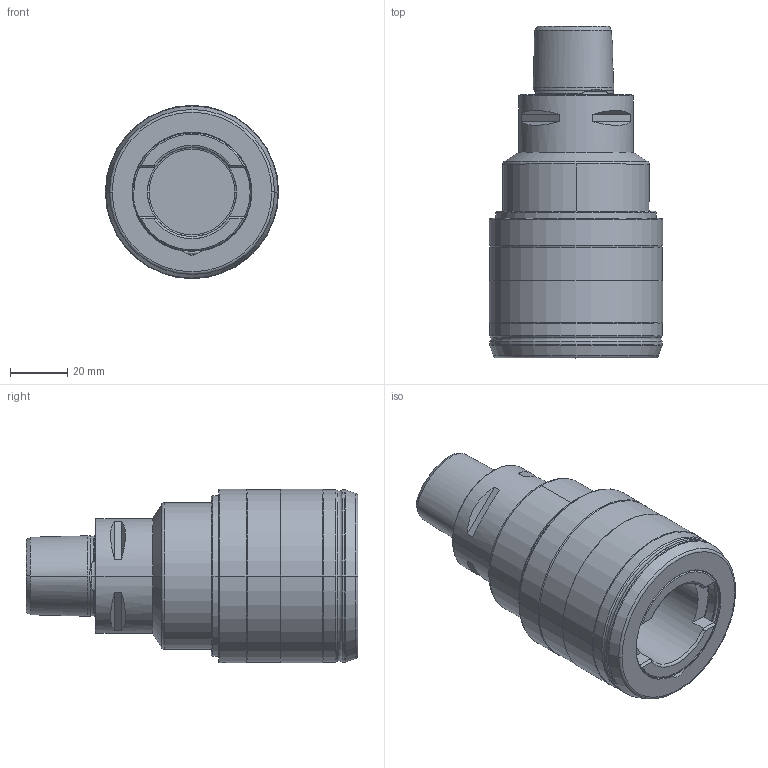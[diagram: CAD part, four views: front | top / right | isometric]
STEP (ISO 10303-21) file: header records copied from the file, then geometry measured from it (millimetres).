
FILE_DESCRIPTION((''),'2;1');
FILE_NAME('34600-C40','2020-08-25T17:15:56',('046'),(''),'CREO PARAMETRIC BY PTC INC, 2018500','CREO PARAMETRIC BY PTC INC, 2018500','');
FILE_SCHEMA(('CONFIG_CONTROL_DESIGN'));
Length unit declared in the file: millimetre
Products named in the file (1): 34600-C40
Bounding box: 60.3 x 115.5 x 60.3 mm (x, y, z)
Volume: 187318.6 mm3; surface area: 30471.4 mm2
Topology: 1 solids, 1 shells, 198 faces, 470 edges, 279 vertices
Faces by surface type: cylinder 54, cone 52, plane 46, torus 28, bspline 18
Entity records: 8777 total; most frequent: CARTESIAN_POINT 4340, ORIENTED_EDGE 928, DIRECTION 909, EDGE_CURVE 464, AXIS2_PLACEMENT_3D 376, VERTEX_POINT 279, EDGE_LOOP 213, FACE_OUTER_BOUND 198
